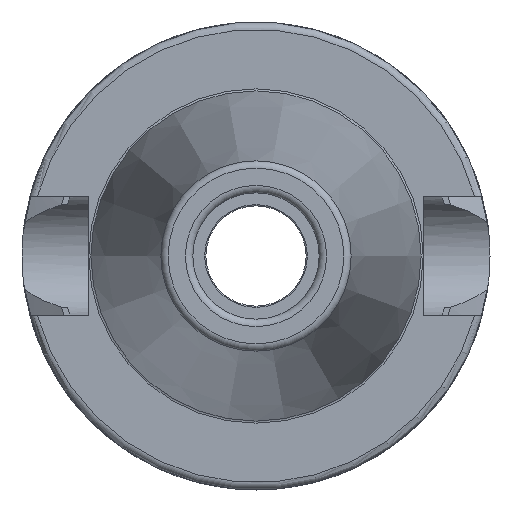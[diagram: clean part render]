
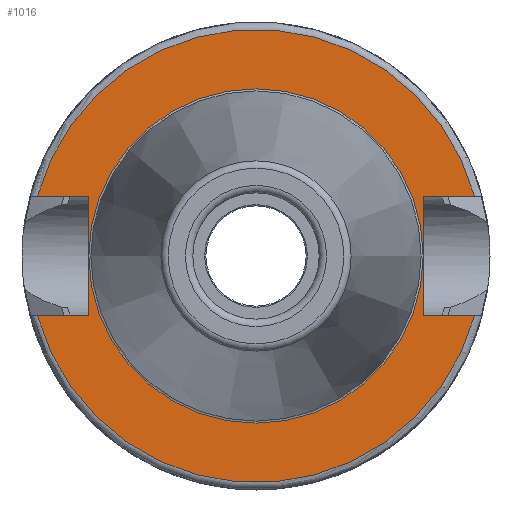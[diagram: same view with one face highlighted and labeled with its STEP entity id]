
A CAD part, left-side view. The second image highlights one B-rep face of the part: STEP entity #1016.
In plain terms, the highlighted planar face has unit normal (-1, 0, 0).
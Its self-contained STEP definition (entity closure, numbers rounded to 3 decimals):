
#66=FACE_BOUND('',#220,.T.);
#85=PLANE('',#1202);
#152=FACE_OUTER_BOUND('',#219,.T.);
#219=EDGE_LOOP('',(#869,#870,#871,#872,#873,#874,#875,#876));
#220=EDGE_LOOP('',(#877));
#266=LINE('',#1742,#320);
#270=LINE('',#1750,#324);
#273=LINE('',#1770,#327);
#284=LINE('',#1870,#338);
#287=LINE('',#1891,#341);
#289=LINE('',#1894,#343);
#320=VECTOR('',#1366,10.);
#324=VECTOR('',#1372,10.);
#327=VECTOR('',#1377,10.);
#338=VECTOR('',#1432,10.);
#341=VECTOR('',#1437,10.);
#343=VECTOR('',#1441,10.);
#391=CIRCLE('',#1179,30.5);
#403=CIRCLE('',#1201,22.5);
#404=CIRCLE('',#1203,30.5);
#467=VERTEX_POINT('',#1730);
#468=VERTEX_POINT('',#1741);
#470=VERTEX_POINT('',#1747);
#471=VERTEX_POINT('',#1749);
#486=VERTEX_POINT('',#1830);
#493=VERTEX_POINT('',#1867);
#494=VERTEX_POINT('',#1869);
#498=VERTEX_POINT('',#1890);
#506=VERTEX_POINT('',#1920);
#576=EDGE_CURVE('',#468,#467,#266,.T.);
#580=EDGE_CURVE('',#471,#470,#270,.T.);
#585=EDGE_CURVE('',#470,#468,#273,.T.);
#605=EDGE_CURVE('',#471,#486,#391,.T.);
#615=EDGE_CURVE('',#494,#493,#284,.T.);
#620=EDGE_CURVE('',#498,#486,#287,.T.);
#622=EDGE_CURVE('',#493,#498,#289,.T.);
#636=EDGE_CURVE('',#506,#506,#403,.T.);
#637=EDGE_CURVE('',#494,#467,#404,.T.);
#869=ORIENTED_EDGE('',*,*,#576,.T.);
#870=ORIENTED_EDGE('',*,*,#637,.F.);
#871=ORIENTED_EDGE('',*,*,#615,.T.);
#872=ORIENTED_EDGE('',*,*,#622,.T.);
#873=ORIENTED_EDGE('',*,*,#620,.T.);
#874=ORIENTED_EDGE('',*,*,#605,.F.);
#875=ORIENTED_EDGE('',*,*,#580,.T.);
#876=ORIENTED_EDGE('',*,*,#585,.T.);
#877=ORIENTED_EDGE('',*,*,#636,.T.);
#1016=ADVANCED_FACE('',(#152,#66),#85,.T.);
#1179=AXIS2_PLACEMENT_3D('',#1831,#1419,#1420);
#1201=AXIS2_PLACEMENT_3D('',#1922,#1477,#1478);
#1202=AXIS2_PLACEMENT_3D('',#1923,#1479,#1480);
#1203=AXIS2_PLACEMENT_3D('',#1924,#1481,#1482);
#1366=DIRECTION('',(0.,-1.,0.));
#1372=DIRECTION('',(0.,1.,0.));
#1377=DIRECTION('',(0.,0.,1.));
#1419=DIRECTION('center_axis',(1.,0.,0.));
#1420=DIRECTION('ref_axis',(0.,0.,-1.));
#1432=DIRECTION('',(0.,-1.,0.));
#1437=DIRECTION('',(0.,1.,0.));
#1441=DIRECTION('',(0.,0.,-1.));
#1477=DIRECTION('center_axis',(1.,0.,0.));
#1478=DIRECTION('ref_axis',(0.,0.,-1.));
#1479=DIRECTION('center_axis',(-1.,0.,0.));
#1480=DIRECTION('ref_axis',(0.,0.,1.));
#1481=DIRECTION('center_axis',(1.,0.,0.));
#1482=DIRECTION('ref_axis',(0.,0.,-1.));
#1730=CARTESIAN_POINT('',(2.,-29.418,8.05));
#1741=CARTESIAN_POINT('',(2.,-22.6,8.05));
#1742=CARTESIAN_POINT('',(2.,3.95,8.05));
#1747=CARTESIAN_POINT('',(2.,-22.6,-8.05));
#1749=CARTESIAN_POINT('',(2.,-29.418,-8.05));
#1750=CARTESIAN_POINT('',(2.,3.95,-8.05));
#1770=CARTESIAN_POINT('',(2.,-22.6,0.));
#1830=CARTESIAN_POINT('',(2.,29.418,-8.05));
#1831=CARTESIAN_POINT('Origin',(2.,0.,0.));
#1867=CARTESIAN_POINT('',(2.,22.6,8.05));
#1869=CARTESIAN_POINT('',(2.,29.418,8.05));
#1870=CARTESIAN_POINT('',(2.,26.55,8.05));
#1890=CARTESIAN_POINT('',(2.,22.6,-8.05));
#1891=CARTESIAN_POINT('',(2.,26.55,-8.05));
#1894=CARTESIAN_POINT('',(2.,22.6,0.));
#1920=CARTESIAN_POINT('',(2.,0.,22.5));
#1922=CARTESIAN_POINT('Origin',(2.,0.,0.));
#1923=CARTESIAN_POINT('Origin',(2.,30.5,0.));
#1924=CARTESIAN_POINT('Origin',(2.,0.,0.));
